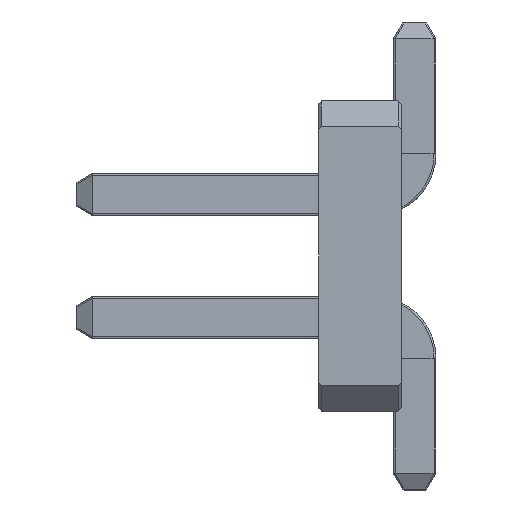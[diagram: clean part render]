
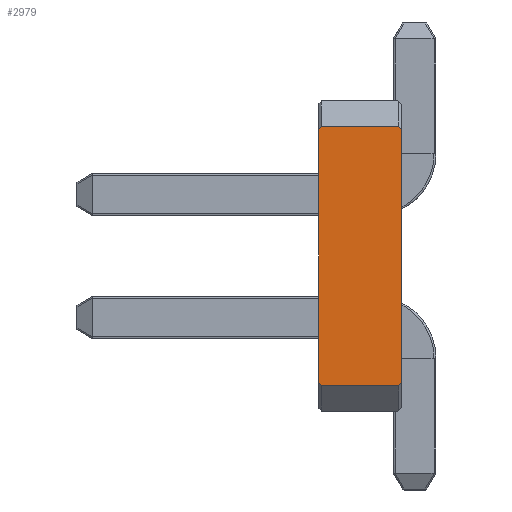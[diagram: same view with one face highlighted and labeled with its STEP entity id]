
A CAD part, left-side view. The second image highlights one B-rep face of the part: STEP entity #2979.
In plain terms, the highlighted planar face has unit normal (-1, 0, 0).
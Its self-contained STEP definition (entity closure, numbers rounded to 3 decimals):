
#256 = ORIENTED_EDGE ( 'NONE', *, *, #2745, .T. ) ;
#265 = EDGE_CURVE ( 'NONE', #1600, #789, #2398, .T. ) ;
#283 = CARTESIAN_POINT ( 'NONE',  ( -0.635, 0., 1.305 ) ) ;
#296 = VERTEX_POINT ( 'NONE', #2560 ) ;
#300 = EDGE_CURVE ( 'NONE', #3146, #345, #2857, .T. ) ;
#314 = CARTESIAN_POINT ( 'NONE',  ( -0.635, 0.825, -1.34 ) ) ;
#335 = ORIENTED_EDGE ( 'NONE', *, *, #265, .F. ) ;
#345 = VERTEX_POINT ( 'NONE', #1666 ) ;
#457 = AXIS2_PLACEMENT_3D ( 'NONE', #3073, #1582, #1310 ) ;
#464 = VECTOR ( 'NONE', #624, 1000. ) ;
#469 = VECTOR ( 'NONE', #3185, 1000. ) ;
#530 = EDGE_LOOP ( 'NONE', ( #795, #256, #2107, #1409, #2175, #2867, #335, #1792 ) ) ;
#556 = LINE ( 'NONE', #1987, #2687 ) ;
#579 = DIRECTION ( 'NONE',  ( 0., -1., 0. ) ) ;
#615 = CARTESIAN_POINT ( 'NONE',  ( -0.635, 0.825, 1.34 ) ) ;
#624 = DIRECTION ( 'NONE',  ( 0., 0.577, 0.816 ) ) ;
#630 = LINE ( 'NONE', #3060, #2795 ) ;
#674 = VECTOR ( 'NONE', #1782, 1000. ) ;
#735 = CARTESIAN_POINT ( 'NONE',  ( -0.635, 1.008, 1.081 ) ) ;
#762 = VECTOR ( 'NONE', #3157, 1000. ) ;
#789 = VERTEX_POINT ( 'NONE', #2227 ) ;
#795 = ORIENTED_EDGE ( 'NONE', *, *, #2760, .F. ) ;
#963 = VECTOR ( 'NONE', #2466, 1000. ) ;
#1084 = FACE_OUTER_BOUND ( 'NONE', #530, .T. ) ;
#1140 = LINE ( 'NONE', #3084, #464 ) ;
#1250 = CARTESIAN_POINT ( 'NONE',  ( -0.635, 0.85, -1.305 ) ) ;
#1308 = CARTESIAN_POINT ( 'NONE',  ( -0.635, 0.025, -1.34 ) ) ;
#1310 = DIRECTION ( 'NONE',  ( 0., 0., -1. ) ) ;
#1366 = DIRECTION ( 'NONE',  ( 0., -0.577, 0.816 ) ) ;
#1409 = ORIENTED_EDGE ( 'NONE', *, *, #300, .T. ) ;
#1438 = LINE ( 'NONE', #3176, #469 ) ;
#1486 = CARTESIAN_POINT ( 'NONE',  ( -0.635, 0.85, -1.34 ) ) ;
#1561 = EDGE_CURVE ( 'NONE', #1600, #296, #2515, .T. ) ;
#1565 = VERTEX_POINT ( 'NONE', #314 ) ;
#1572 = VERTEX_POINT ( 'NONE', #1250 ) ;
#1582 = DIRECTION ( 'NONE',  ( 1., 0., 0. ) ) ;
#1589 = VERTEX_POINT ( 'NONE', #283 ) ;
#1600 = VERTEX_POINT ( 'NONE', #615 ) ;
#1666 = CARTESIAN_POINT ( 'NONE',  ( -0.635, 0., -1.305 ) ) ;
#1782 = DIRECTION ( 'NONE',  ( 0., 0., 1. ) ) ;
#1792 = ORIENTED_EDGE ( 'NONE', *, *, #1561, .T. ) ;
#1951 = LINE ( 'NONE', #1486, #674 ) ;
#1987 = CARTESIAN_POINT ( 'NONE',  ( -0.635, 0., -1.34 ) ) ;
#2076 = PLANE ( 'NONE',  #457 ) ;
#2107 = ORIENTED_EDGE ( 'NONE', *, *, #2904, .T. ) ;
#2153 = CARTESIAN_POINT ( 'NONE',  ( -0.635, 0.85, 1.34 ) ) ;
#2158 = EDGE_CURVE ( 'NONE', #1589, #789, #1140, .T. ) ;
#2175 = ORIENTED_EDGE ( 'NONE', *, *, #2393, .T. ) ;
#2227 = CARTESIAN_POINT ( 'NONE',  ( -0.635, 0.025, 1.34 ) ) ;
#2393 = EDGE_CURVE ( 'NONE', #345, #1589, #556, .T. ) ;
#2398 = LINE ( 'NONE', #2153, #762 ) ;
#2401 = VECTOR ( 'NONE', #1366, 1000. ) ;
#2466 = DIRECTION ( 'NONE',  ( 0., 0.577, -0.816 ) ) ;
#2515 = LINE ( 'NONE', #735, #963 ) ;
#2560 = CARTESIAN_POINT ( 'NONE',  ( -0.635, 0.85, 1.305 ) ) ;
#2687 = VECTOR ( 'NONE', #2805, 1000. ) ;
#2729 = CARTESIAN_POINT ( 'NONE',  ( -0.635, 0.025, -1.34 ) ) ;
#2745 = EDGE_CURVE ( 'NONE', #1572, #1565, #1438, .T. ) ;
#2760 = EDGE_CURVE ( 'NONE', #1572, #296, #1951, .T. ) ;
#2795 = VECTOR ( 'NONE', #579, 1000. ) ;
#2805 = DIRECTION ( 'NONE',  ( 0., 0., 1. ) ) ;
#2857 = LINE ( 'NONE', #1308, #2401 ) ;
#2867 = ORIENTED_EDGE ( 'NONE', *, *, #2158, .T. ) ;
#2904 = EDGE_CURVE ( 'NONE', #1565, #3146, #630, .T. ) ;
#2979 = ADVANCED_FACE ( 'NONE', ( #1084 ), #2076, .F. ) ;
#3060 = CARTESIAN_POINT ( 'NONE',  ( -0.635, 0.85, -1.34 ) ) ;
#3073 = CARTESIAN_POINT ( 'NONE',  ( -0.635, 0.85, -1.34 ) ) ;
#3084 = CARTESIAN_POINT ( 'NONE',  ( -0.635, 0.025, 1.34 ) ) ;
#3146 = VERTEX_POINT ( 'NONE', #2729 ) ;
#3157 = DIRECTION ( 'NONE',  ( 0., -1., 0. ) ) ;
#3176 = CARTESIAN_POINT ( 'NONE',  ( -0.635, 1.008, -1.081 ) ) ;
#3185 = DIRECTION ( 'NONE',  ( 0., -0.577, -0.816 ) ) ;
